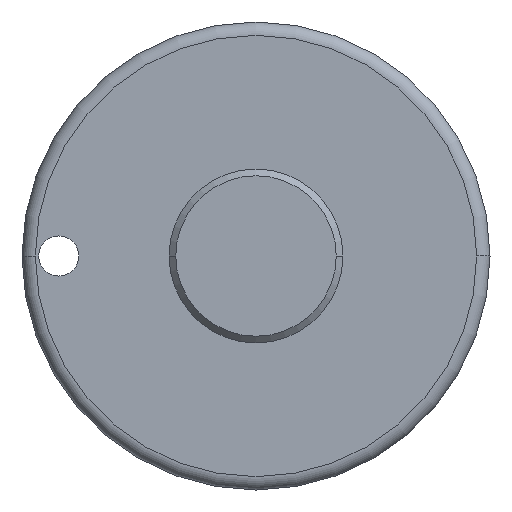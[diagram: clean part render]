
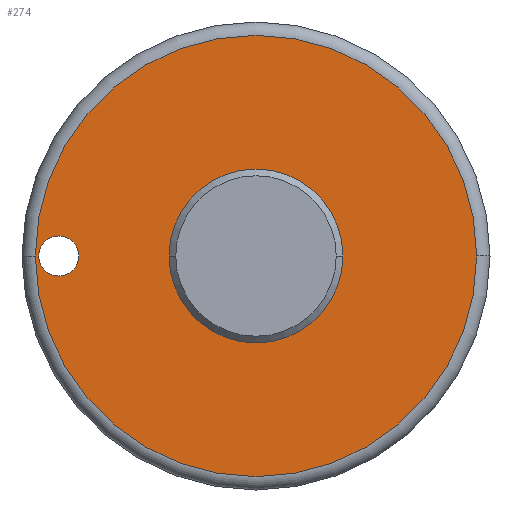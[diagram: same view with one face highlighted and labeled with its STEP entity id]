
A CAD part, left-side view. The second image highlights one B-rep face of the part: STEP entity #274.
In plain terms, the highlighted planar face has unit normal (-1, 0, 0).
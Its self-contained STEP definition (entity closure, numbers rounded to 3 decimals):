
#4 = EDGE_LOOP ( 'NONE', ( #869, #368 ) ) ;
#5 = FACE_BOUND ( 'NONE', #120, .T. ) ;
#9 = DIRECTION ( 'NONE',  ( -1., 0., 0. ) ) ;
#24 = CARTESIAN_POINT ( 'NONE',  ( -91.681, 0.721, 0. ) ) ;
#26 = FACE_BOUND ( 'NONE', #4, .T. ) ;
#48 = VERTEX_POINT ( 'NONE', #150 ) ;
#51 = VERTEX_POINT ( 'NONE', #967 ) ;
#85 = VERTEX_POINT ( 'NONE', #677 ) ;
#88 = VERTEX_POINT ( 'NONE', #694 ) ;
#120 = EDGE_LOOP ( 'NONE', ( #750, #755 ) ) ;
#124 = ORIENTED_EDGE ( 'NONE', *, *, #1013, .T. ) ;
#150 = CARTESIAN_POINT ( 'NONE',  ( -91.681, 16.971, 0. ) ) ;
#169 = CARTESIAN_POINT ( 'NONE',  ( -91.681, 0.721, 0. ) ) ;
#189 = DIRECTION ( 'NONE',  ( -1., 0., 0. ) ) ;
#197 = CIRCLE ( 'NONE', #953, 6.5 ) ;
#239 = DIRECTION ( 'NONE',  ( -1., 0., 0. ) ) ;
#247 = DIRECTION ( 'NONE',  ( 0., 1., 0. ) ) ;
#248 = DIRECTION ( 'NONE',  ( -1., 0., 0. ) ) ;
#274 = ADVANCED_FACE ( 'NONE', ( #5, #749, #26 ), #679, .F. ) ;
#275 = CARTESIAN_POINT ( 'NONE',  ( -91.681, 15.471, 0. ) ) ;
#291 = DIRECTION ( 'NONE',  ( 0., -1., 0. ) ) ;
#355 = CARTESIAN_POINT ( 'NONE',  ( -91.681, 15.471, 0. ) ) ;
#368 = ORIENTED_EDGE ( 'NONE', *, *, #756, .F. ) ;
#418 = CARTESIAN_POINT ( 'NONE',  ( -91.681, 0.721, 0. ) ) ;
#440 = EDGE_CURVE ( 'NONE', #48, #85, #605, .T. ) ;
#460 = CARTESIAN_POINT ( 'NONE',  ( -91.681, 18.221, 0. ) ) ;
#484 = DIRECTION ( 'NONE',  ( 0., 1., 0. ) ) ;
#539 = AXIS2_PLACEMENT_3D ( 'NONE', #24, #189, #736 ) ;
#555 = AXIS2_PLACEMENT_3D ( 'NONE', #595, #9, #878 ) ;
#593 = EDGE_CURVE ( 'NONE', #85, #48, #1019, .T. ) ;
#595 = CARTESIAN_POINT ( 'NONE',  ( -91.681, 0.721, 0. ) ) ;
#605 = CIRCLE ( 'NONE', #1044, 1.5 ) ;
#619 = DIRECTION ( 'NONE',  ( 0., 1., 0. ) ) ;
#625 = DIRECTION ( 'NONE',  ( 1., 0., 0. ) ) ;
#656 = EDGE_CURVE ( 'NONE', #788, #801, #954, .T. ) ;
#677 = CARTESIAN_POINT ( 'NONE',  ( -91.681, 13.971, 0. ) ) ;
#679 = PLANE ( 'NONE',  #696 ) ;
#689 = CIRCLE ( 'NONE', #942, 16.5 ) ;
#694 = CARTESIAN_POINT ( 'NONE',  ( -91.681, -5.779, 0. ) ) ;
#696 = AXIS2_PLACEMENT_3D ( 'NONE', #460, #876, #862 ) ;
#716 = EDGE_LOOP ( 'NONE', ( #813, #124 ) ) ;
#724 = CARTESIAN_POINT ( 'NONE',  ( -91.681, 17.221, 0. ) ) ;
#736 = DIRECTION ( 'NONE',  ( 0., -1., 0. ) ) ;
#749 = FACE_OUTER_BOUND ( 'NONE', #716, .T. ) ;
#750 = ORIENTED_EDGE ( 'NONE', *, *, #440, .T. ) ;
#752 = AXIS2_PLACEMENT_3D ( 'NONE', #355, #1030, #619 ) ;
#755 = ORIENTED_EDGE ( 'NONE', *, *, #593, .T. ) ;
#756 = EDGE_CURVE ( 'NONE', #51, #88, #930, .T. ) ;
#788 = VERTEX_POINT ( 'NONE', #724 ) ;
#794 = EDGE_CURVE ( 'NONE', #88, #51, #197, .T. ) ;
#801 = VERTEX_POINT ( 'NONE', #915 ) ;
#813 = ORIENTED_EDGE ( 'NONE', *, *, #656, .T. ) ;
#862 = DIRECTION ( 'NONE',  ( 0., 1., 0. ) ) ;
#869 = ORIENTED_EDGE ( 'NONE', *, *, #794, .F. ) ;
#876 = DIRECTION ( 'NONE',  ( 1., 0., 0. ) ) ;
#878 = DIRECTION ( 'NONE',  ( 0., 1., 0. ) ) ;
#915 = CARTESIAN_POINT ( 'NONE',  ( -91.681, -15.779, 0. ) ) ;
#930 = CIRCLE ( 'NONE', #539, 6.5 ) ;
#942 = AXIS2_PLACEMENT_3D ( 'NONE', #169, #239, #247 ) ;
#953 = AXIS2_PLACEMENT_3D ( 'NONE', #418, #248, #291 ) ;
#954 = CIRCLE ( 'NONE', #555, 16.5 ) ;
#967 = CARTESIAN_POINT ( 'NONE',  ( -91.681, 7.221, 0. ) ) ;
#1013 = EDGE_CURVE ( 'NONE', #801, #788, #689, .T. ) ;
#1019 = CIRCLE ( 'NONE', #752, 1.5 ) ;
#1030 = DIRECTION ( 'NONE',  ( 1., 0., 0. ) ) ;
#1044 = AXIS2_PLACEMENT_3D ( 'NONE', #275, #625, #484 ) ;
